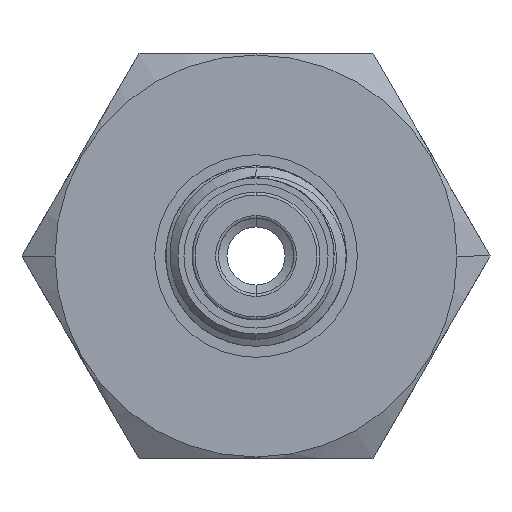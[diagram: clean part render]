
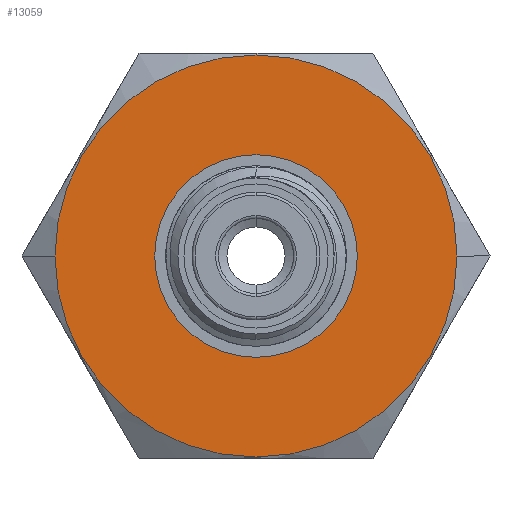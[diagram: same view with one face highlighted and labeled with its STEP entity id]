
A CAD part, left-side view. The second image highlights one B-rep face of the part: STEP entity #13059.
In plain terms, the highlighted planar face has unit normal (-1, 0, 0).
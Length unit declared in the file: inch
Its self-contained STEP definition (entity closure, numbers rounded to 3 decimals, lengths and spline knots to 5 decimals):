
#324 = DIRECTION ( 'NONE',  ( 0., 0., 1. ) ) ;
#379 = DIRECTION ( 'NONE',  ( -1., 0., 0. ) ) ;
#923 = VERTEX_POINT ( 'NONE', #4718 ) ;
#1056 = EDGE_CURVE ( 'NONE', #13277, #12042, #4930, .T. ) ;
#1314 = AXIS2_PLACEMENT_3D ( 'NONE', #9377, #10385, #14011 ) ;
#1724 = CARTESIAN_POINT ( 'NONE',  ( -2., 0., 0. ) ) ;
#1784 = EDGE_LOOP ( 'NONE', ( #10002, #8438 ) ) ;
#2016 = AXIS2_PLACEMENT_3D ( 'NONE', #1724, #379, #324 ) ;
#2236 = DIRECTION ( 'NONE',  ( 0., 1., 0. ) ) ;
#2337 = CARTESIAN_POINT ( 'NONE',  ( -2., -0.62, 0. ) ) ;
#2916 = CARTESIAN_POINT ( 'NONE',  ( -2., 0., 0. ) ) ;
#3003 = AXIS2_PLACEMENT_3D ( 'NONE', #2916, #11006, #4073 ) ;
#4073 = DIRECTION ( 'NONE',  ( 0., -1., 0. ) ) ;
#4697 = EDGE_CURVE ( 'NONE', #12042, #13277, #9800, .T. ) ;
#4718 = CARTESIAN_POINT ( 'NONE',  ( -2., 0.62, 0. ) ) ;
#4763 = ORIENTED_EDGE ( 'NONE', *, *, #4697, .F. ) ;
#4930 = CIRCLE ( 'NONE', #1314, 0.281 ) ;
#6455 = DIRECTION ( 'NONE',  ( 1., 0., 0. ) ) ;
#6660 = CARTESIAN_POINT ( 'NONE',  ( -2., 0., -0.281 ) ) ;
#6766 = VERTEX_POINT ( 'NONE', #2337 ) ;
#7282 = EDGE_CURVE ( 'NONE', #923, #6766, #9772, .T. ) ;
#8438 = ORIENTED_EDGE ( 'NONE', *, *, #11872, .F. ) ;
#9377 = CARTESIAN_POINT ( 'NONE',  ( -2., 0., 0. ) ) ;
#9772 = CIRCLE ( 'NONE', #10152, 0.62 ) ;
#9800 = CIRCLE ( 'NONE', #2016, 0.281 ) ;
#9838 = PLANE ( 'NONE',  #3003 ) ;
#9932 = EDGE_LOOP ( 'NONE', ( #4763, #13121 ) ) ;
#10002 = ORIENTED_EDGE ( 'NONE', *, *, #7282, .F. ) ;
#10152 = AXIS2_PLACEMENT_3D ( 'NONE', #13849, #11585, #2236 ) ;
#10217 = CIRCLE ( 'NONE', #14595, 0.62 ) ;
#10385 = DIRECTION ( 'NONE',  ( -1., 0., 0. ) ) ;
#11006 = DIRECTION ( 'NONE',  ( -1., 0., 0. ) ) ;
#11071 = CARTESIAN_POINT ( 'NONE',  ( -2., 0., 0. ) ) ;
#11480 = FACE_BOUND ( 'NONE', #9932, .T. ) ;
#11585 = DIRECTION ( 'NONE',  ( 1., 0., 0. ) ) ;
#11872 = EDGE_CURVE ( 'NONE', #6766, #923, #10217, .T. ) ;
#12042 = VERTEX_POINT ( 'NONE', #13309 ) ;
#12560 = FACE_OUTER_BOUND ( 'NONE', #1784, .T. ) ;
#13059 = ADVANCED_FACE ( 'NONE', ( #12560, #11480 ), #9838, .T. ) ;
#13121 = ORIENTED_EDGE ( 'NONE', *, *, #1056, .F. ) ;
#13277 = VERTEX_POINT ( 'NONE', #6660 ) ;
#13309 = CARTESIAN_POINT ( 'NONE',  ( -2., 0., 0.281 ) ) ;
#13849 = CARTESIAN_POINT ( 'NONE',  ( -2., 0., 0. ) ) ;
#14011 = DIRECTION ( 'NONE',  ( 0., 0., 1. ) ) ;
#14439 = DIRECTION ( 'NONE',  ( 0., 1., 0. ) ) ;
#14595 = AXIS2_PLACEMENT_3D ( 'NONE', #11071, #6455, #14439 ) ;
